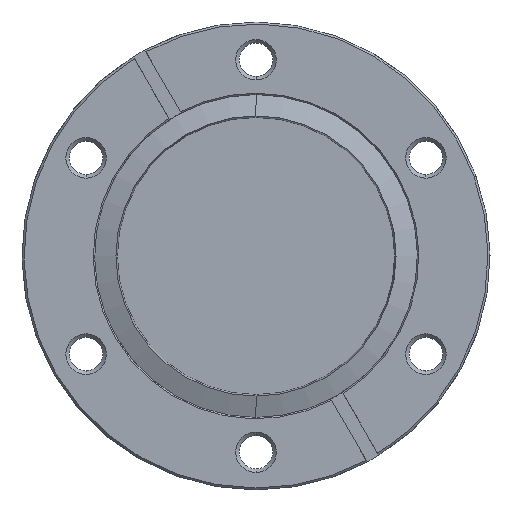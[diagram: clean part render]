
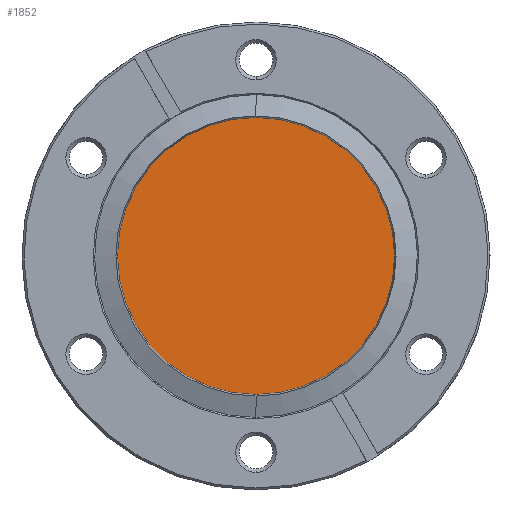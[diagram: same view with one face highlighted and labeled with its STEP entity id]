
A CAD part, left-side view. The second image highlights one B-rep face of the part: STEP entity #1852.
In plain terms, the highlighted planar face has unit normal (-1, 0, 0).
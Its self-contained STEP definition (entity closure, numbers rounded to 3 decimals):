
#273 = EDGE_CURVE ( 'NONE', #1594, #589, #1724, .T. ) ;
#341 = EDGE_CURVE ( 'NONE', #589, #1594, #1192, .T. ) ;
#343 = CARTESIAN_POINT ( 'NONE',  ( 0.6, 0., -20.732 ) ) ;
#548 = ORIENTED_EDGE ( 'NONE', *, *, #273, .T. ) ;
#589 = VERTEX_POINT ( 'NONE', #1614 ) ;
#694 = ORIENTED_EDGE ( 'NONE', *, *, #341, .T. ) ;
#803 = EDGE_LOOP ( 'NONE', ( #694, #548 ) ) ;
#964 = AXIS2_PLACEMENT_3D ( 'NONE', #1175, #1176, #1177 ) ;
#990 = AXIS2_PLACEMENT_3D ( 'NONE', #1062, #1064, #1070 ) ;
#1062 = CARTESIAN_POINT ( 'NONE',  ( 0.6, 0., 0. ) ) ;
#1064 = DIRECTION ( 'NONE',  ( -1., 0., 0. ) ) ;
#1070 = DIRECTION ( 'NONE',  ( 0., 0., 1. ) ) ;
#1175 = CARTESIAN_POINT ( 'NONE',  ( 0.6, 0., 0. ) ) ;
#1176 = DIRECTION ( 'NONE',  ( -1., 0., 0. ) ) ;
#1177 = DIRECTION ( 'NONE',  ( 0., 0., 1. ) ) ;
#1192 = CIRCLE ( 'NONE', #964, 20.732 ) ;
#1308 = FACE_OUTER_BOUND ( 'NONE', #803, .T. ) ;
#1498 = PLANE ( 'NONE',  #1739 ) ;
#1594 = VERTEX_POINT ( 'NONE', #343 ) ;
#1614 = CARTESIAN_POINT ( 'NONE',  ( 0.6, 0., 20.732 ) ) ;
#1693 = CARTESIAN_POINT ( 'NONE',  ( 0.6, 20.732, 0. ) ) ;
#1695 = DIRECTION ( 'NONE',  ( 1., 0., 0. ) ) ;
#1701 = DIRECTION ( 'NONE',  ( 0., 0., -1. ) ) ;
#1724 = CIRCLE ( 'NONE', #990, 20.732 ) ;
#1739 = AXIS2_PLACEMENT_3D ( 'NONE', #1693, #1695, #1701 ) ;
#1852 = ADVANCED_FACE ( 'NONE', ( #1308 ), #1498, .F. ) ;
